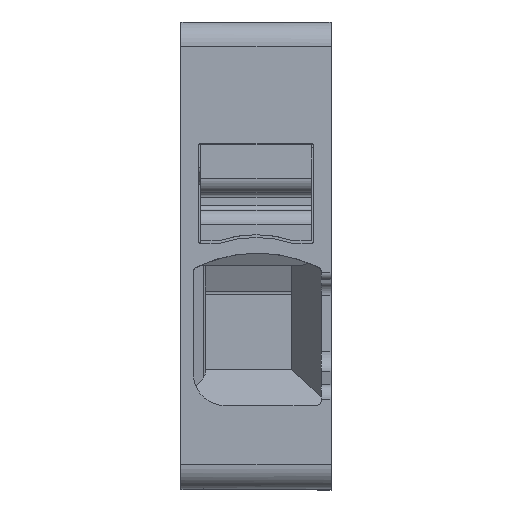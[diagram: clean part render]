
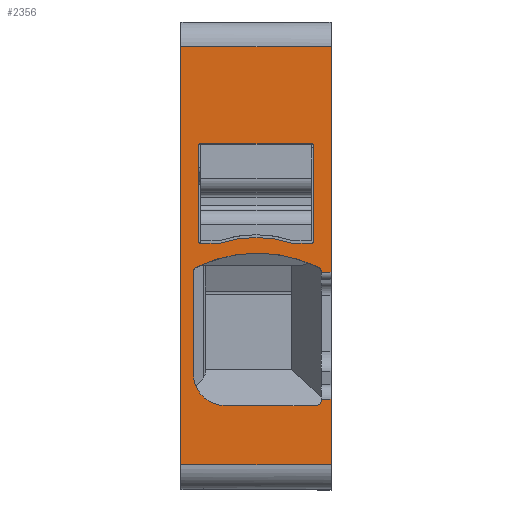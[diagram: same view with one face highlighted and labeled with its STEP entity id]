
A CAD part, top view. The second image highlights one B-rep face of the part: STEP entity #2356.
In plain terms, the highlighted planar face has unit normal (0, 0, 1).
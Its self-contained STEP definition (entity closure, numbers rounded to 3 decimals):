
#1958=AXIS2_PLACEMENT_3D('Circle Axis2P3D',#1956,#1957,$) ;
#1984=AXIS2_PLACEMENT_3D('Circle Axis2P3D',#1982,#1983,$) ;
#2032=AXIS2_PLACEMENT_3D('Circle Axis2P3D',#2030,#2031,$) ;
#2081=AXIS2_PLACEMENT_3D('Circle Axis2P3D',#2079,#2080,$) ;
#2194=AXIS2_PLACEMENT_3D('Circle Axis2P3D',#2192,#2193,$) ;
#2207=AXIS2_PLACEMENT_3D('Plane Axis2P3D',#2204,#2205,#2206) ;
#2276=AXIS2_PLACEMENT_3D('Circle Axis2P3D',#2274,#2275,$) ;
#2292=AXIS2_PLACEMENT_3D('Circle Axis2P3D',#2290,#2291,$) ;
#2306=AXIS2_PLACEMENT_3D('Circle Axis2P3D',#2304,#2305,$) ;
#2320=AXIS2_PLACEMENT_3D('Circle Axis2P3D',#2318,#2319,$) ;
#2334=AXIS2_PLACEMENT_3D('Circle Axis2P3D',#2332,#2333,$) ;
#1953=CARTESIAN_POINT('Vertex',(5.587,9.029,50.95)) ;
#1956=CARTESIAN_POINT('Axis2P3D Location',(3.1,3.9,50.95)) ;
#1960=CARTESIAN_POINT('Vertex',(0.613,9.029,50.95)) ;
#1982=CARTESIAN_POINT('Axis2P3D Location',(0.7,8.849,50.95)) ;
#1986=CARTESIAN_POINT('Vertex',(0.5,8.849,50.95)) ;
#2010=CARTESIAN_POINT('Vertex',(0.5,4.7,50.95)) ;
#2013=CARTESIAN_POINT('Line Origine',(0.5,6.774,50.95)) ;
#2030=CARTESIAN_POINT('Axis2P3D Location',(1.8,4.7,50.95)) ;
#2034=CARTESIAN_POINT('Vertex',(1.8,3.4,50.95)) ;
#2055=CARTESIAN_POINT('Line Origine',(3.65,3.4,50.95)) ;
#2059=CARTESIAN_POINT('Vertex',(5.5,3.4,50.95)) ;
#2079=CARTESIAN_POINT('Axis2P3D Location',(5.5,3.6,50.95)) ;
#2083=CARTESIAN_POINT('Vertex',(5.7,3.6,50.95)) ;
#2109=CARTESIAN_POINT('Vertex',(5.7,3.657,50.95)) ;
#2151=CARTESIAN_POINT('Vertex',(5.7,8.818,50.95)) ;
#2154=CARTESIAN_POINT('Line Origine',(5.7,8.833,50.95)) ;
#2158=CARTESIAN_POINT('Vertex',(5.7,8.849,50.95)) ;
#2166=CARTESIAN_POINT('Line Origine',(5.7,3.628,50.95)) ;
#2192=CARTESIAN_POINT('Axis2P3D Location',(5.5,8.849,50.95)) ;
#2204=CARTESIAN_POINT('Axis2P3D Location',(3.5,1.,50.95)) ;
#2209=CARTESIAN_POINT('Line Origine',(3.05,1.,50.95)) ;
#2213=CARTESIAN_POINT('Vertex',(6.1,1.,50.95)) ;
#2215=CARTESIAN_POINT('Vertex',(0.,1.,50.95)) ;
#2218=CARTESIAN_POINT('Line Origine',(6.1,2.328,50.95)) ;
#2222=CARTESIAN_POINT('Vertex',(6.1,3.657,50.95)) ;
#2225=CARTESIAN_POINT('Line Origine',(5.9,3.657,50.95)) ;
#2230=CARTESIAN_POINT('Line Origine',(5.9,8.818,50.95)) ;
#2234=CARTESIAN_POINT('Vertex',(6.1,8.818,50.95)) ;
#2237=CARTESIAN_POINT('Line Origine',(6.1,13.409,50.95)) ;
#2241=CARTESIAN_POINT('Vertex',(6.1,18.,50.95)) ;
#2244=CARTESIAN_POINT('Line Origine',(3.05,18.,50.95)) ;
#2248=CARTESIAN_POINT('Vertex',(0.,18.,50.95)) ;
#2251=CARTESIAN_POINT('Line Origine',(0.,9.5,50.95)) ;
#2274=CARTESIAN_POINT('Axis2P3D Location',(5.3,13.95,50.95)) ;
#2278=CARTESIAN_POINT('Vertex',(5.4,13.95,50.95)) ;
#2280=CARTESIAN_POINT('Vertex',(5.3,14.05,50.95)) ;
#2283=CARTESIAN_POINT('Line Origine',(5.4,12.025,50.95)) ;
#2287=CARTESIAN_POINT('Vertex',(5.4,10.1,50.95)) ;
#2290=CARTESIAN_POINT('Axis2P3D Location',(5.3,10.1,50.95)) ;
#2294=CARTESIAN_POINT('Vertex',(5.3,10.,50.95)) ;
#2297=CARTESIAN_POINT('Line Origine',(4.921,10.,50.95)) ;
#2301=CARTESIAN_POINT('Vertex',(4.541,10.,50.95)) ;
#2304=CARTESIAN_POINT('Axis2P3D Location',(3.05,5.385,50.95)) ;
#2308=CARTESIAN_POINT('Vertex',(1.559,10.,50.95)) ;
#2311=CARTESIAN_POINT('Line Origine',(1.179,10.,50.95)) ;
#2315=CARTESIAN_POINT('Vertex',(0.8,10.,50.95)) ;
#2318=CARTESIAN_POINT('Axis2P3D Location',(0.8,10.1,50.95)) ;
#2322=CARTESIAN_POINT('Vertex',(0.7,10.1,50.95)) ;
#2325=CARTESIAN_POINT('Line Origine',(0.7,12.025,50.95)) ;
#2329=CARTESIAN_POINT('Vertex',(0.7,13.95,50.95)) ;
#2332=CARTESIAN_POINT('Axis2P3D Location',(0.8,13.95,50.95)) ;
#2336=CARTESIAN_POINT('Vertex',(0.8,14.05,50.95)) ;
#2339=CARTESIAN_POINT('Line Origine',(3.05,14.05,50.95)) ;
#1957=DIRECTION('Axis2P3D Direction',(0.,0.,-1.)) ;
#1983=DIRECTION('Axis2P3D Direction',(0.,0.,-1.)) ;
#2014=DIRECTION('Vector Direction',(0.,-1.,0.)) ;
#2031=DIRECTION('Axis2P3D Direction',(0.,0.,-1.)) ;
#2056=DIRECTION('Vector Direction',(-1.,0.,0.)) ;
#2080=DIRECTION('Axis2P3D Direction',(0.,0.,-1.)) ;
#2155=DIRECTION('Vector Direction',(0.,-1.,0.)) ;
#2167=DIRECTION('Vector Direction',(0.,-1.,0.)) ;
#2193=DIRECTION('Axis2P3D Direction',(0.,0.,-1.)) ;
#2205=DIRECTION('Axis2P3D Direction',(0.,-0.,1.)) ;
#2206=DIRECTION('Axis2P3D XDirection',(0.,1.,0.)) ;
#2210=DIRECTION('Vector Direction',(-1.,0.,0.)) ;
#2219=DIRECTION('Vector Direction',(0.,1.,0.)) ;
#2226=DIRECTION('Vector Direction',(1.,0.,0.)) ;
#2231=DIRECTION('Vector Direction',(1.,0.,0.)) ;
#2238=DIRECTION('Vector Direction',(0.,1.,0.)) ;
#2245=DIRECTION('Vector Direction',(-1.,0.,0.)) ;
#2252=DIRECTION('Vector Direction',(0.,1.,0.)) ;
#2275=DIRECTION('Axis2P3D Direction',(0.,-0.,1.)) ;
#2284=DIRECTION('Vector Direction',(0.,1.,0.)) ;
#2291=DIRECTION('Axis2P3D Direction',(0.,-0.,1.)) ;
#2298=DIRECTION('Vector Direction',(-1.,0.,0.)) ;
#2305=DIRECTION('Axis2P3D Direction',(0.,-0.,1.)) ;
#2312=DIRECTION('Vector Direction',(-1.,0.,0.)) ;
#2319=DIRECTION('Axis2P3D Direction',(0.,-0.,1.)) ;
#2326=DIRECTION('Vector Direction',(0.,1.,0.)) ;
#2333=DIRECTION('Axis2P3D Direction',(0.,-0.,1.)) ;
#2340=DIRECTION('Vector Direction',(-1.,0.,0.)) ;
#2015=VECTOR('Line Direction',#2014,1.) ;
#2057=VECTOR('Line Direction',#2056,1.) ;
#2156=VECTOR('Line Direction',#2155,1.) ;
#2168=VECTOR('Line Direction',#2167,1.) ;
#2211=VECTOR('Line Direction',#2210,1.) ;
#2220=VECTOR('Line Direction',#2219,1.) ;
#2227=VECTOR('Line Direction',#2226,1.) ;
#2232=VECTOR('Line Direction',#2231,1.) ;
#2239=VECTOR('Line Direction',#2238,1.) ;
#2246=VECTOR('Line Direction',#2245,1.) ;
#2253=VECTOR('Line Direction',#2252,1.) ;
#2285=VECTOR('Line Direction',#2284,1.) ;
#2299=VECTOR('Line Direction',#2298,1.) ;
#2313=VECTOR('Line Direction',#2312,1.) ;
#2327=VECTOR('Line Direction',#2326,1.) ;
#2341=VECTOR('Line Direction',#2340,1.) ;
#2257=ORIENTED_EDGE('',*,*,#2217,.F.) ;
#2258=ORIENTED_EDGE('',*,*,#2224,.F.) ;
#2259=ORIENTED_EDGE('',*,*,#2229,.F.) ;
#2260=ORIENTED_EDGE('',*,*,#2170,.T.) ;
#2261=ORIENTED_EDGE('',*,*,#2085,.F.) ;
#2262=ORIENTED_EDGE('',*,*,#2061,.T.) ;
#2263=ORIENTED_EDGE('',*,*,#2036,.F.) ;
#2264=ORIENTED_EDGE('',*,*,#2017,.F.) ;
#2265=ORIENTED_EDGE('',*,*,#1988,.F.) ;
#2266=ORIENTED_EDGE('',*,*,#1962,.F.) ;
#2267=ORIENTED_EDGE('',*,*,#2196,.F.) ;
#2268=ORIENTED_EDGE('',*,*,#2160,.T.) ;
#2269=ORIENTED_EDGE('',*,*,#2236,.T.) ;
#2270=ORIENTED_EDGE('',*,*,#2243,.F.) ;
#2271=ORIENTED_EDGE('',*,*,#2250,.T.) ;
#2272=ORIENTED_EDGE('',*,*,#2255,.F.) ;
#2345=ORIENTED_EDGE('',*,*,#2282,.F.) ;
#2346=ORIENTED_EDGE('',*,*,#2289,.F.) ;
#2347=ORIENTED_EDGE('',*,*,#2296,.F.) ;
#2348=ORIENTED_EDGE('',*,*,#2303,.T.) ;
#2349=ORIENTED_EDGE('',*,*,#2310,.T.) ;
#2350=ORIENTED_EDGE('',*,*,#2317,.T.) ;
#2351=ORIENTED_EDGE('',*,*,#2324,.F.) ;
#2352=ORIENTED_EDGE('',*,*,#2331,.T.) ;
#2353=ORIENTED_EDGE('',*,*,#2338,.F.) ;
#2354=ORIENTED_EDGE('',*,*,#2343,.F.) ;
#2355=FACE_BOUND('',#2344,.T.) ;
#2356=ADVANCED_FACE('66463_MLD_APG_4_L.1\\66463_MLD_APG_4_L',(#2273,#2355),#2208,.T.) ;
#1959=CIRCLE('generated circle',#1958,5.7) ;
#1985=CIRCLE('generated circle',#1984,0.2) ;
#2033=CIRCLE('generated circle',#2032,1.3) ;
#2082=CIRCLE('generated circle',#2081,0.2) ;
#2195=CIRCLE('generated circle',#2194,0.2) ;
#2277=CIRCLE('generated circle',#2276,0.1) ;
#2293=CIRCLE('generated circle',#2292,0.1) ;
#2307=CIRCLE('generated circle',#2306,4.85) ;
#2321=CIRCLE('generated circle',#2320,0.1) ;
#2335=CIRCLE('generated circle',#2334,0.1) ;
#1962=EDGE_CURVE('',#1954,#1961,#1959,.F.) ;
#1988=EDGE_CURVE('',#1961,#1987,#1985,.F.) ;
#2017=EDGE_CURVE('',#1987,#2011,#2016,.T.) ;
#2036=EDGE_CURVE('',#2011,#2035,#2033,.F.) ;
#2061=EDGE_CURVE('',#2060,#2035,#2058,.T.) ;
#2085=EDGE_CURVE('',#2060,#2084,#2082,.F.) ;
#2160=EDGE_CURVE('',#2159,#2152,#2157,.T.) ;
#2170=EDGE_CURVE('',#2110,#2084,#2169,.T.) ;
#2196=EDGE_CURVE('',#2159,#1954,#2195,.F.) ;
#2217=EDGE_CURVE('',#2214,#2216,#2212,.T.) ;
#2224=EDGE_CURVE('',#2223,#2214,#2221,.F.) ;
#2229=EDGE_CURVE('',#2110,#2223,#2228,.T.) ;
#2236=EDGE_CURVE('',#2152,#2235,#2233,.T.) ;
#2243=EDGE_CURVE('',#2242,#2235,#2240,.F.) ;
#2250=EDGE_CURVE('',#2242,#2249,#2247,.T.) ;
#2255=EDGE_CURVE('',#2216,#2249,#2254,.T.) ;
#2282=EDGE_CURVE('',#2279,#2281,#2277,.T.) ;
#2289=EDGE_CURVE('',#2288,#2279,#2286,.T.) ;
#2296=EDGE_CURVE('',#2295,#2288,#2293,.T.) ;
#2303=EDGE_CURVE('',#2295,#2302,#2300,.T.) ;
#2310=EDGE_CURVE('',#2302,#2309,#2307,.T.) ;
#2317=EDGE_CURVE('',#2309,#2316,#2314,.T.) ;
#2324=EDGE_CURVE('',#2323,#2316,#2321,.T.) ;
#2331=EDGE_CURVE('',#2323,#2330,#2328,.T.) ;
#2338=EDGE_CURVE('',#2337,#2330,#2335,.T.) ;
#2343=EDGE_CURVE('',#2281,#2337,#2342,.T.) ;
#2256=EDGE_LOOP('',(#2257,#2258,#2259,#2260,#2261,#2262,#2263,#2264,#2265,#2266,#2267,#2268,#2269,#2270,#2271,#2272)) ;
#2344=EDGE_LOOP('',(#2345,#2346,#2347,#2348,#2349,#2350,#2351,#2352,#2353,#2354)) ;
#2273=FACE_OUTER_BOUND('',#2256,.T.) ;
#2016=LINE('Line',#2013,#2015) ;
#2058=LINE('Line',#2055,#2057) ;
#2157=LINE('Line',#2154,#2156) ;
#2169=LINE('Line',#2166,#2168) ;
#2212=LINE('Line',#2209,#2211) ;
#2221=LINE('Line',#2218,#2220) ;
#2228=LINE('Line',#2225,#2227) ;
#2233=LINE('Line',#2230,#2232) ;
#2240=LINE('Line',#2237,#2239) ;
#2247=LINE('Line',#2244,#2246) ;
#2254=LINE('Line',#2251,#2253) ;
#2286=LINE('Line',#2283,#2285) ;
#2300=LINE('Line',#2297,#2299) ;
#2314=LINE('Line',#2311,#2313) ;
#2328=LINE('Line',#2325,#2327) ;
#2342=LINE('Line',#2339,#2341) ;
#2208=PLANE('',#2207) ;
#1954=VERTEX_POINT('',#1953) ;
#1961=VERTEX_POINT('',#1960) ;
#1987=VERTEX_POINT('',#1986) ;
#2011=VERTEX_POINT('',#2010) ;
#2035=VERTEX_POINT('',#2034) ;
#2060=VERTEX_POINT('',#2059) ;
#2084=VERTEX_POINT('',#2083) ;
#2110=VERTEX_POINT('',#2109) ;
#2152=VERTEX_POINT('',#2151) ;
#2159=VERTEX_POINT('',#2158) ;
#2214=VERTEX_POINT('',#2213) ;
#2216=VERTEX_POINT('',#2215) ;
#2223=VERTEX_POINT('',#2222) ;
#2235=VERTEX_POINT('',#2234) ;
#2242=VERTEX_POINT('',#2241) ;
#2249=VERTEX_POINT('',#2248) ;
#2279=VERTEX_POINT('',#2278) ;
#2281=VERTEX_POINT('',#2280) ;
#2288=VERTEX_POINT('',#2287) ;
#2295=VERTEX_POINT('',#2294) ;
#2302=VERTEX_POINT('',#2301) ;
#2309=VERTEX_POINT('',#2308) ;
#2316=VERTEX_POINT('',#2315) ;
#2323=VERTEX_POINT('',#2322) ;
#2330=VERTEX_POINT('',#2329) ;
#2337=VERTEX_POINT('',#2336) ;
